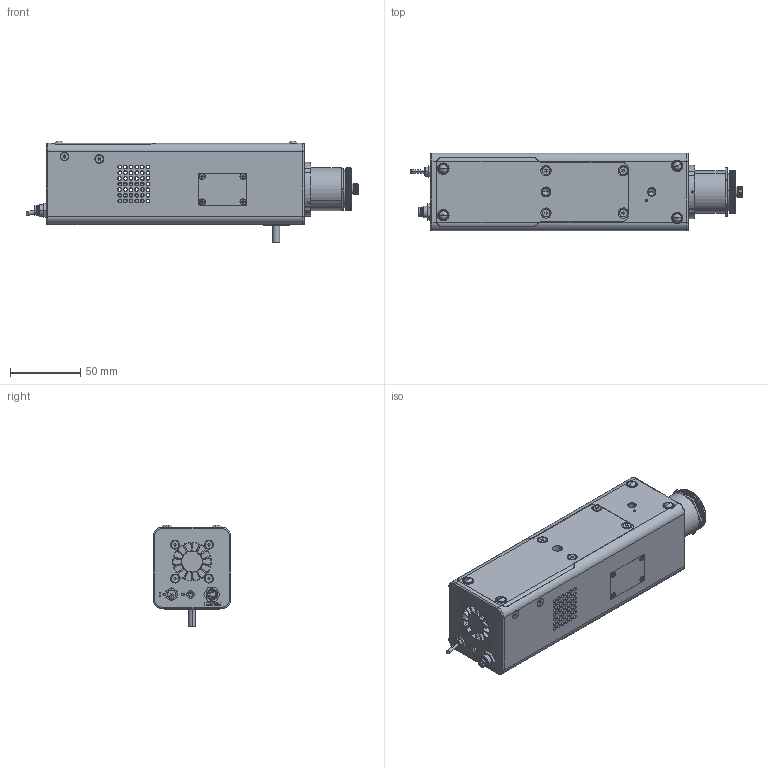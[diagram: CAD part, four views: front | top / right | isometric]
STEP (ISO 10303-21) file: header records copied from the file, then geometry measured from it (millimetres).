
FILE_DESCRIPTION (( 'STEP AP203' ), '1' );
FILE_NAME ('CTN002687 SLS202L Metric.STEP', '2019-07-16T08:16:13', ( '' ), ( '' ), 'SwSTEP 2.0', 'SolidWorks 2018', '' );
FILE_SCHEMA (( 'CONFIG_CONTROL_DESIGN' ));
Length unit declared in the file: millimetre
Products named in the file (54): bulb with tube; SLS101-11 - BULB HOLDER; Hammond 1421T6 Foot; DA0003 - M1.6 x 4 Cheese Hd.; LB5774-Solidworks; SLS101-1 - UPPER PCB (POPULATED); SM1RR-Solidworks; M2X4 set screw; SLS101-20 - BULB HOLDER Base; M3x6 Skt Csk_al; APEM 5636AB; LB5774 lens assembly; SLS101-2 - LOWER PCB (POPULATED); LA5370-ASSY; bulb module; BSJ2; M3x6 Skt Csk; TO-220; SLS202 focus accessory; Hamamatsu S2592-03; TTN014145; M1.6X5 INNER HEXAGON; LPSQA2-6; TEXAS PTN78020WAH; DB0016 M3 x 6 Skt Cap; 09-3391-00-04 Binder connector; PD PCB; SLS203-13 Lens tube; M3X5 flat set screw; BULB HOLDER BASE ASSY; SLS101-18 - PCB PILLAR; DF0009 - M3 Washer; CTN002687 SLS202L Metric; SLS101-3 - PD PCB (POPULATED); added on; UNC4-40 fix setscrew; SLS203-28 LENS TUBE; M3x10 Skt Csk; DE0005 - M3 Plain Full Nut; SLS203-10 - HOUSING ...
Assembly tree (96 placements, depth 4):
  CTN002687 SLS202L Metric
    SLS101-1 - UPPER PCB (POPULATED)
    SLS101-2 - LOWER PCB (POPULATED)
    SLS101-3 - PD PCB (POPULATED)
      Hamamatsu S2592-03
      PD PCB
    SLS203-10 - HOUSING
    SLS101-14 - REAR COVER
    NMB1204KL
    DA0003 - M1.6 x 4 Cheese Hd.  x2
    APEM 5636AB
    TO-220  x2
    DB0016 M3 x 6 Skt Cap  x4
    DF0009 - M3 Washer  x6
    DE0005 - M3 Plain Full Nut  x6
    M3x18 Skt Csk  x4
    Switch Retaining Nut
    Hammond 1421T6 Foot  x4
    M3x6 Skt Csk_al  x3
    M3x6 Skt Csk
    TEXAS PTN78020WAH
    SLS101-18 - PCB PILLAR  x4
    M3x10 Skt Csk  x4
    SLS101-13 - PD COVER
    cks M2X4  x4
    bulb module
      SLS101-11 - BULB HOLDER
      BULB HOLDER BASE ASSY
        SLS101-20 - BULB HOLDER Base
        BSJ2  x3
        LPSQA2-6  x2
      DB0016 M3 x 6 Skt Cap  x2
      bulb with tube
        SLS203-28 LENS TUBE
        TO8 packing SLS202 bulb
        epoxy
      M2X4 set screw
    M1.6X5 INNER HEXAGON  x2
    M3X5 flat set screw
    UNC4-40 fix setscrew
    dowel pin 1.8x4  x3
    CFH2-F
    LA5370-ASSY
      LA5370-Solidworks
      SM1RR-Solidworks  x2
    SLS202 focus accessory
      added on
        TTN014145
        SLS203-13 Lens tube
      threar ring_SLS201-24
      thread ring
      S120-FC-Solidworks_Standard
      LB5774 lens assembly
        LB5774-Solidworks
        SM1RR-Solidworks  x2
    09-3391-00-04 Binder connector
Bounding box: 235.6 x 55 x 72.27 mm (x, y, z)
Volume: 322528.3 mm3; surface area: 146737.2 mm2
Topology: 86 solids, 96 shells, 4180 faces, 10504 edges, 6566 vertices
Faces by surface type: plane 1670, cylinder 1298, cone 946, bspline 135, torus 107, sphere 24
Entity records: 117909 total; most frequent: CARTESIAN_POINT 31075, DIRECTION 16721, ORIENTED_EDGE 16609, EDGE_CURVE 8354, AXIS2_PLACEMENT_3D 6365, VERTEX_POINT 5299, VECTOR 3991, LINE 3991
